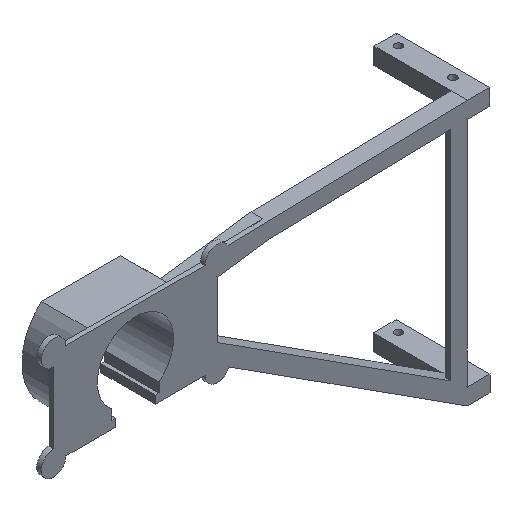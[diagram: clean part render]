
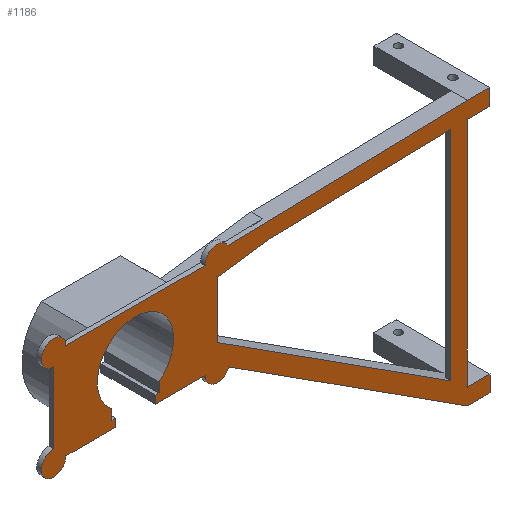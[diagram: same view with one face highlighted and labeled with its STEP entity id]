
A CAD part, isometric view. The second image highlights one B-rep face of the part: STEP entity #1186.
In plain terms, the highlighted planar face has unit normal (0, -1, 0).
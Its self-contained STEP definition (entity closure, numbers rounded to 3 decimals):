
#48=CIRCLE('',#1230,4.5);
#49=CIRCLE('',#1233,4.5);
#60=CIRCLE('',#1260,14.);
#65=CIRCLE('',#1274,4.5);
#66=CIRCLE('',#1277,4.5);
#318=ORIENTED_EDGE('',*,*,#444,.F.);
#319=ORIENTED_EDGE('',*,*,#553,.T.);
#320=ORIENTED_EDGE('',*,*,#519,.F.);
#321=ORIENTED_EDGE('',*,*,#533,.T.);
#322=ORIENTED_EDGE('',*,*,#554,.T.);
#323=ORIENTED_EDGE('',*,*,#555,.F.);
#324=ORIENTED_EDGE('',*,*,#526,.F.);
#325=ORIENTED_EDGE('',*,*,#439,.F.);
#326=ORIENTED_EDGE('',*,*,#514,.F.);
#327=ORIENTED_EDGE('',*,*,#513,.F.);
#328=ORIENTED_EDGE('',*,*,#511,.F.);
#329=ORIENTED_EDGE('',*,*,#508,.F.);
#330=ORIENTED_EDGE('',*,*,#505,.F.);
#331=ORIENTED_EDGE('',*,*,#479,.F.);
#332=ORIENTED_EDGE('',*,*,#500,.F.);
#333=ORIENTED_EDGE('',*,*,#498,.F.);
#334=ORIENTED_EDGE('',*,*,#490,.F.);
#335=ORIENTED_EDGE('',*,*,#489,.F.);
#336=ORIENTED_EDGE('',*,*,#486,.F.);
#337=ORIENTED_EDGE('',*,*,#483,.F.);
#338=ORIENTED_EDGE('',*,*,#507,.F.);
#339=ORIENTED_EDGE('',*,*,#447,.F.);
#340=ORIENTED_EDGE('',*,*,#556,.T.);
#341=ORIENTED_EDGE('',*,*,#557,.F.);
#342=ORIENTED_EDGE('',*,*,#558,.F.);
#343=ORIENTED_EDGE('',*,*,#421,.F.);
#344=ORIENTED_EDGE('',*,*,#539,.F.);
#345=ORIENTED_EDGE('',*,*,#559,.F.);
#346=ORIENTED_EDGE('',*,*,#550,.F.);
#421=EDGE_CURVE('',#585,#586,#693,.T.);
#439=EDGE_CURVE('',#600,#601,#48,.T.);
#444=EDGE_CURVE('',#604,#605,#708,.T.);
#447=EDGE_CURVE('',#606,#607,#49,.T.);
#479=EDGE_CURVE('',#631,#628,#732,.T.);
#483=EDGE_CURVE('',#635,#632,#736,.T.);
#486=EDGE_CURVE('',#632,#636,#739,.T.);
#489=EDGE_CURVE('',#636,#638,#742,.T.);
#490=EDGE_CURVE('',#638,#640,#60,.T.);
#498=EDGE_CURVE('',#640,#643,#747,.T.);
#500=EDGE_CURVE('',#643,#631,#749,.T.);
#505=EDGE_CURVE('',#628,#646,#753,.T.);
#507=EDGE_CURVE('',#607,#635,#755,.T.);
#508=EDGE_CURVE('',#646,#647,#65,.T.);
#511=EDGE_CURVE('',#647,#648,#758,.T.);
#513=EDGE_CURVE('',#648,#649,#66,.T.);
#514=EDGE_CURVE('',#649,#600,#760,.T.);
#519=EDGE_CURVE('',#651,#652,#765,.T.);
#526=EDGE_CURVE('',#601,#658,#772,.T.);
#533=EDGE_CURVE('',#651,#662,#779,.T.);
#539=EDGE_CURVE('',#665,#585,#785,.T.);
#550=EDGE_CURVE('',#673,#674,#792,.T.);
#553=EDGE_CURVE('',#604,#652,#795,.T.);
#554=EDGE_CURVE('',#662,#605,#796,.T.);
#555=EDGE_CURVE('',#658,#673,#797,.T.);
#556=EDGE_CURVE('',#606,#675,#798,.T.);
#557=EDGE_CURVE('',#676,#675,#799,.T.);
#558=EDGE_CURVE('',#586,#676,#800,.T.);
#559=EDGE_CURVE('',#674,#665,#801,.T.);
#585=VERTEX_POINT('',#1676);
#586=VERTEX_POINT('',#1678);
#600=VERTEX_POINT('',#1713);
#601=VERTEX_POINT('',#1714);
#604=VERTEX_POINT('',#1722);
#605=VERTEX_POINT('',#1724);
#606=VERTEX_POINT('',#1728);
#607=VERTEX_POINT('',#1730);
#628=VERTEX_POINT('',#1792);
#631=VERTEX_POINT('',#1797);
#632=VERTEX_POINT('',#1801);
#635=VERTEX_POINT('',#1806);
#636=VERTEX_POINT('',#1810);
#638=VERTEX_POINT('',#1816);
#640=VERTEX_POINT('',#1822);
#643=VERTEX_POINT('',#1832);
#646=VERTEX_POINT('',#1850);
#647=VERTEX_POINT('',#1856);
#648=VERTEX_POINT('',#1860);
#649=VERTEX_POINT('',#1864);
#651=VERTEX_POINT('',#1877);
#652=VERTEX_POINT('',#1878);
#658=VERTEX_POINT('',#1892);
#662=VERTEX_POINT('',#1905);
#665=VERTEX_POINT('',#1915);
#673=VERTEX_POINT('',#1940);
#674=VERTEX_POINT('',#1941);
#675=VERTEX_POINT('',#1949);
#676=VERTEX_POINT('',#1951);
#693=LINE('',#1677,#820);
#708=LINE('',#1723,#835);
#732=LINE('',#1798,#859);
#736=LINE('',#1807,#863);
#739=LINE('',#1813,#866);
#742=LINE('',#1819,#869);
#747=LINE('',#1835,#874);
#749=LINE('',#1838,#876);
#753=LINE('',#1849,#880);
#755=LINE('',#1853,#882);
#758=LINE('',#1861,#885);
#760=LINE('',#1867,#887);
#765=LINE('',#1876,#892);
#772=LINE('',#1891,#899);
#779=LINE('',#1904,#906);
#785=LINE('',#1916,#912);
#792=LINE('',#1939,#919);
#795=LINE('',#1945,#922);
#796=LINE('',#1946,#923);
#797=LINE('',#1947,#924);
#798=LINE('',#1948,#925);
#799=LINE('',#1950,#926);
#800=LINE('',#1952,#927);
#801=LINE('',#1953,#928);
#820=VECTOR('',#1342,1000.);
#835=VECTOR('',#1381,1000.);
#859=VECTOR('',#1453,1000.);
#863=VECTOR('',#1459,1000.);
#866=VECTOR('',#1464,1000.);
#869=VECTOR('',#1469,1000.);
#874=VECTOR('',#1486,1000.);
#876=VECTOR('',#1490,1000.);
#880=VECTOR('',#1506,1000.);
#882=VECTOR('',#1510,1000.);
#885=VECTOR('',#1519,1000.);
#887=VECTOR('',#1527,1000.);
#892=VECTOR('',#1538,1000.);
#899=VECTOR('',#1547,1000.);
#906=VECTOR('',#1558,1000.);
#912=VECTOR('',#1568,1000.);
#919=VECTOR('',#1593,1000.);
#922=VECTOR('',#1598,1000.);
#923=VECTOR('',#1599,1000.);
#924=VECTOR('',#1600,1000.);
#925=VECTOR('',#1601,1000.);
#926=VECTOR('',#1602,1000.);
#927=VECTOR('',#1603,1000.);
#928=VECTOR('',#1604,1000.);
#992=EDGE_LOOP('',(#318,#319,#320,#321,#322));
#993=EDGE_LOOP('',(#323,#324,#325,#326,#327,#328,#329,#330,#331,#332,#333,
#334,#335,#336,#337,#338,#339,#340,#341,#342,#343,#344,#345,#346));
#1070=FACE_BOUND('',#992,.T.);
#1071=FACE_BOUND('',#993,.T.);
#1127=PLANE('',#1296);
#1186=ADVANCED_FACE('',(#1070,#1071),#1127,.T.);
#1230=AXIS2_PLACEMENT_3D('',#1712,#1373,#1374);
#1233=AXIS2_PLACEMENT_3D('',#1729,#1386,#1387);
#1260=AXIS2_PLACEMENT_3D('',#1821,#1472,#1473);
#1274=AXIS2_PLACEMENT_3D('',#1855,#1513,#1514);
#1277=AXIS2_PLACEMENT_3D('',#1865,#1523,#1524);
#1296=AXIS2_PLACEMENT_3D('',#1944,#1596,#1597);
#1342=DIRECTION('',(1.,0.,0.));
#1373=DIRECTION('',(0.,1.,0.));
#1374=DIRECTION('',(-1.,0.,0.));
#1381=DIRECTION('',(0.,0.,-1.));
#1386=DIRECTION('',(0.,1.,0.));
#1387=DIRECTION('',(-1.,0.,0.));
#1453=DIRECTION('',(0.,0.,-1.));
#1459=DIRECTION('',(0.,0.,1.));
#1464=DIRECTION('',(1.,0.,0.));
#1469=DIRECTION('',(0.,0.,1.));
#1472=DIRECTION('',(0.,-1.,0.));
#1473=DIRECTION('',(0.,0.,-1.));
#1486=DIRECTION('',(0.,0.,-1.));
#1490=DIRECTION('',(1.,0.,0.));
#1506=DIRECTION('',(-1.,0.,0.));
#1510=DIRECTION('',(-1.,0.,0.));
#1513=DIRECTION('',(0.,1.,0.));
#1514=DIRECTION('',(1.,0.,0.));
#1519=DIRECTION('',(0.,0.,1.));
#1523=DIRECTION('',(0.,1.,0.));
#1524=DIRECTION('',(1.,0.,0.));
#1527=DIRECTION('',(1.,0.,0.));
#1538=DIRECTION('',(-1.,0.,-0.024));
#1547=DIRECTION('',(1.,0.,0.024));
#1558=DIRECTION('',(0.,0.,-1.));
#1568=DIRECTION('',(0.,0.,-1.));
#1593=DIRECTION('',(0.,0.,-1.));
#1596=DIRECTION('',(0.,-1.,0.));
#1597=DIRECTION('',(0.,0.,-1.));
#1598=DIRECTION('',(0.991,0.,0.135));
#1599=DIRECTION('',(-0.841,0.,0.54));
#1600=DIRECTION('',(1.,0.,0.));
#1601=DIRECTION('',(0.841,0.,-0.54));
#1602=DIRECTION('',(-1.,0.,0.));
#1603=DIRECTION('',(0.,0.,-1.));
#1604=DIRECTION('',(-1.,0.,0.));
#1676=CARTESIAN_POINT('',(88.043,-19.978,-64.297));
#1677=CARTESIAN_POINT('',(89.559,-19.978,-64.297));
#1678=CARTESIAN_POINT('',(96.363,-19.978,-64.297));
#1712=CARTESIAN_POINT('',(-3.637,-19.978,22.453));
#1713=CARTESIAN_POINT('',(-8.137,-19.978,22.453));
#1714=CARTESIAN_POINT('',(0.31,-19.978,24.614));
#1722=CARTESIAN_POINT('',(-3.637,-19.978,16.397));
#1723=CARTESIAN_POINT('',(-3.637,-19.978,-8.047));
#1724=CARTESIAN_POINT('',(-3.637,-19.978,-4.306));
#1728=CARTESIAN_POINT('',(0.572,-19.978,-14.139));
#1729=CARTESIAN_POINT('',(-3.637,-19.978,-12.547));
#1730=CARTESIAN_POINT('',(-8.137,-19.978,-12.547));
#1792=CARTESIAN_POINT('',(-40.937,-19.978,-12.547));
#1797=CARTESIAN_POINT('',(-40.937,-19.978,-9.623));
#1798=CARTESIAN_POINT('',(-40.937,-19.978,-12.253));
#1801=CARTESIAN_POINT('',(-26.337,-19.978,-9.623));
#1806=CARTESIAN_POINT('',(-26.337,-19.978,-12.547));
#1807=CARTESIAN_POINT('',(-26.337,-19.978,-9.623));
#1810=CARTESIAN_POINT('',(-25.007,-19.978,-9.623));
#1813=CARTESIAN_POINT('',(-25.007,-19.978,-9.623));
#1816=CARTESIAN_POINT('',(-25.007,-19.978,-6.071));
#1819=CARTESIAN_POINT('',(-25.007,-19.978,-6.071));
#1821=CARTESIAN_POINT('',(-33.637,-19.978,4.953));
#1822=CARTESIAN_POINT('',(-42.267,-19.978,-6.071));
#1832=CARTESIAN_POINT('',(-42.267,-19.978,-9.623));
#1835=CARTESIAN_POINT('',(-42.267,-19.978,-9.623));
#1838=CARTESIAN_POINT('',(-40.937,-19.978,-9.623));
#1849=CARTESIAN_POINT('',(-59.137,-19.978,-12.547));
#1850=CARTESIAN_POINT('',(-59.137,-19.978,-12.547));
#1853=CARTESIAN_POINT('',(-9.464,-19.978,-12.547));
#1855=CARTESIAN_POINT('',(-63.637,-19.978,-12.547));
#1856=CARTESIAN_POINT('',(-63.637,-19.978,-8.047));
#1860=CARTESIAN_POINT('',(-63.637,-19.978,17.953));
#1861=CARTESIAN_POINT('',(-63.637,-19.978,17.953));
#1864=CARTESIAN_POINT('',(-59.137,-19.978,22.453));
#1865=CARTESIAN_POINT('',(-63.637,-19.978,22.453));
#1867=CARTESIAN_POINT('',(-8.137,-19.978,22.453));
#1876=CARTESIAN_POINT('',(82.039,-19.978,20.554));
#1877=CARTESIAN_POINT('',(82.043,-19.978,20.554));
#1878=CARTESIAN_POINT('',(15.204,-19.978,18.966));
#1891=CARTESIAN_POINT('',(87.624,-19.978,26.688));
#1892=CARTESIAN_POINT('',(88.239,-19.978,26.703));
#1904=CARTESIAN_POINT('',(82.043,-19.978,19.829));
#1905=CARTESIAN_POINT('',(82.043,-19.978,-59.315));
#1915=CARTESIAN_POINT('',(88.043,-19.978,20.703));
#1916=CARTESIAN_POINT('',(88.043,-19.978,-63.479));
#1939=CARTESIAN_POINT('',(96.363,-19.978,20.703));
#1940=CARTESIAN_POINT('',(96.363,-19.978,26.703));
#1941=CARTESIAN_POINT('',(96.363,-19.978,20.703));
#1944=CARTESIAN_POINT('',(-33.637,-19.978,-3.297));
#1945=CARTESIAN_POINT('',(-16.745,-19.978,14.61));
#1946=CARTESIAN_POINT('',(82.043,-19.978,-59.315));
#1947=CARTESIAN_POINT('',(96.363,-19.978,26.703));
#1948=CARTESIAN_POINT('',(82.043,-19.978,-66.445));
#1949=CARTESIAN_POINT('',(88.043,-19.978,-70.297));
#1950=CARTESIAN_POINT('',(88.043,-19.978,-70.297));
#1951=CARTESIAN_POINT('',(96.363,-19.978,-70.297));
#1952=CARTESIAN_POINT('',(96.363,-19.978,-70.297));
#1953=CARTESIAN_POINT('',(88.45,-19.978,20.703));
